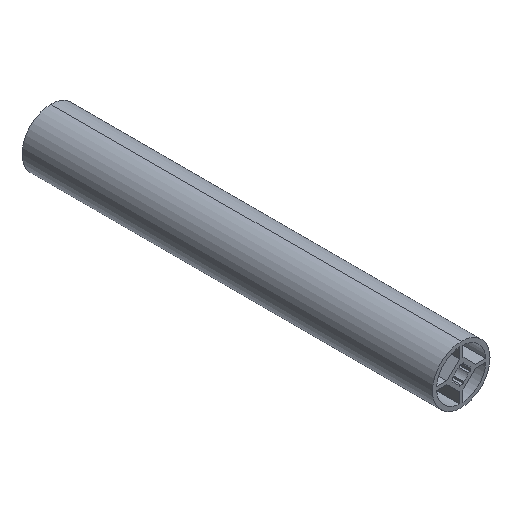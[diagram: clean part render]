
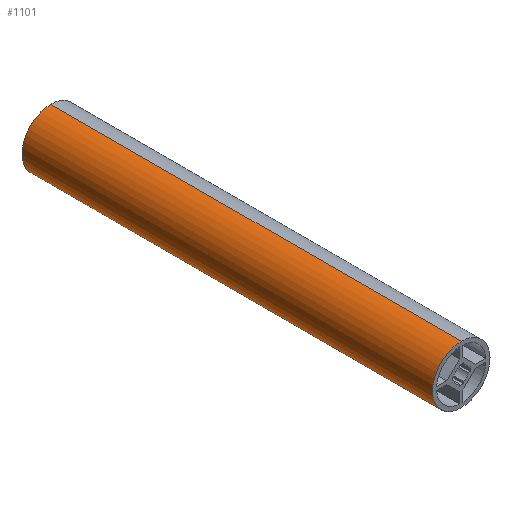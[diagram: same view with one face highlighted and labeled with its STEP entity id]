
A CAD part, isometric view. The second image highlights one B-rep face of the part: STEP entity #1101.
In plain terms, the highlighted cylindrical face has radius 14 mm (diameter 28 mm), a partial arc.
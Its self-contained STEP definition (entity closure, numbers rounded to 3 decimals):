
#31 = CARTESIAN_POINT ( 'NONE',  ( 0., 0., 0. ) ) ;
#91 = AXIS2_PLACEMENT_3D ( 'NONE', #31, #124, #928 ) ;
#108 = LINE ( 'NONE', #1264, #442 ) ;
#124 = DIRECTION ( 'NONE',  ( 0., 1., 0. ) ) ;
#149 = ORIENTED_EDGE ( 'NONE', *, *, #487, .T. ) ;
#180 = ORIENTED_EDGE ( 'NONE', *, *, #963, .F. ) ;
#185 = AXIS2_PLACEMENT_3D ( 'NONE', #915, #907, #504 ) ;
#196 = VERTEX_POINT ( 'NONE', #799 ) ;
#280 = CARTESIAN_POINT ( 'NONE',  ( 0., 200., 14. ) ) ;
#300 = VECTOR ( 'NONE', #923, 1000. ) ;
#318 = LINE ( 'NONE', #1024, #300 ) ;
#357 = ORIENTED_EDGE ( 'NONE', *, *, #1146, .T. ) ;
#358 = VERTEX_POINT ( 'NONE', #991 ) ;
#442 = VECTOR ( 'NONE', #700, 1000. ) ;
#446 = EDGE_CURVE ( 'NONE', #196, #1023, #318, .T. ) ;
#487 = EDGE_CURVE ( 'NONE', #659, #196, #569, .T. ) ;
#504 = DIRECTION ( 'NONE',  ( 0., 0., 1. ) ) ;
#569 = CIRCLE ( 'NONE', #91, 14. ) ;
#631 = CARTESIAN_POINT ( 'NONE',  ( 0., 200., 0. ) ) ;
#643 = DIRECTION ( 'NONE',  ( 0., 0., 1. ) ) ;
#659 = VERTEX_POINT ( 'NONE', #1243 ) ;
#700 = DIRECTION ( 'NONE',  ( 0., 1., 0. ) ) ;
#729 = AXIS2_PLACEMENT_3D ( 'NONE', #631, #1033, #643 ) ;
#744 = FACE_OUTER_BOUND ( 'NONE', #1225, .T. ) ;
#780 = ORIENTED_EDGE ( 'NONE', *, *, #446, .T. ) ;
#799 = CARTESIAN_POINT ( 'NONE',  ( 0., 0., 14. ) ) ;
#866 = CIRCLE ( 'NONE', #729, 14. ) ;
#907 = DIRECTION ( 'NONE',  ( 0., 1., 0. ) ) ;
#915 = CARTESIAN_POINT ( 'NONE',  ( 0., 0., 0. ) ) ;
#923 = DIRECTION ( 'NONE',  ( 0., 1., 0. ) ) ;
#928 = DIRECTION ( 'NONE',  ( 0., 0., 1. ) ) ;
#963 = EDGE_CURVE ( 'NONE', #659, #358, #108, .T. ) ;
#991 = CARTESIAN_POINT ( 'NONE',  ( 0., 200., -14. ) ) ;
#1023 = VERTEX_POINT ( 'NONE', #280 ) ;
#1024 = CARTESIAN_POINT ( 'NONE',  ( 0., 0., 14. ) ) ;
#1033 = DIRECTION ( 'NONE',  ( 0., -1., 0. ) ) ;
#1056 = CYLINDRICAL_SURFACE ( 'NONE', #185, 14. ) ;
#1101 = ADVANCED_FACE ( 'NONE', ( #744 ), #1056, .T. ) ;
#1146 = EDGE_CURVE ( 'NONE', #1023, #358, #866, .T. ) ;
#1225 = EDGE_LOOP ( 'NONE', ( #180, #149, #780, #357 ) ) ;
#1243 = CARTESIAN_POINT ( 'NONE',  ( 0., 0., -14. ) ) ;
#1264 = CARTESIAN_POINT ( 'NONE',  ( 0., 0., -14. ) ) ;
